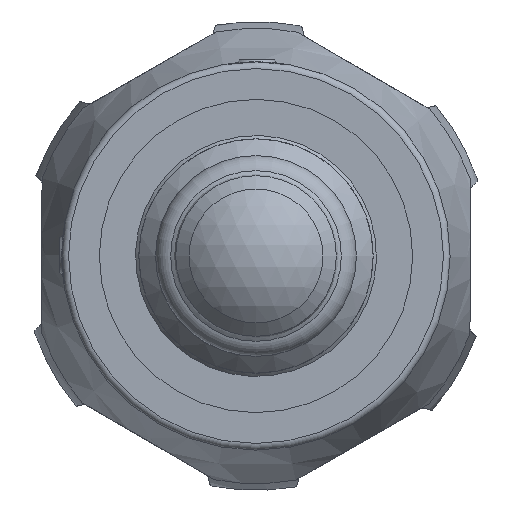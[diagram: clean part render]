
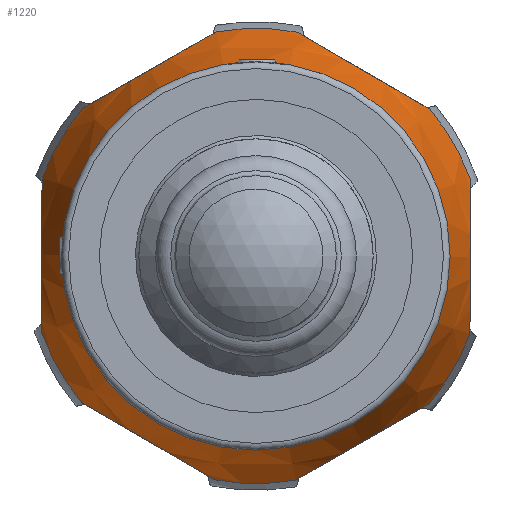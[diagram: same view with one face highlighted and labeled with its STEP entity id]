
A CAD part, front view. The second image highlights one B-rep face of the part: STEP entity #1220.
In plain terms, the highlighted conical face has half-angle 17.922 degrees and reference radius 15.75 mm.
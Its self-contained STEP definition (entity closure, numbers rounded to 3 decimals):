
#1031=CARTESIAN_POINT('',(-3.079,17.29,-16.719));
#1032=VERTEX_POINT('',#1031);
#1050=CARTESIAN_POINT('',(2.971,17.29,-16.738));
#1051=VERTEX_POINT('',#1050);
#1058=CARTESIAN_POINT('',(0.0,17.29,0.0));
#1059=DIRECTION('',(0.,1.,0.));
#1060=DIRECTION('',(1.,0.,-0.003));
#1061=AXIS2_PLACEMENT_3D('',#1058,#1059,#1060);
#1062=CIRCLE('',#1061,17.);
#1063=EDGE_CURVE('',#1051,#1032,#1062,.T.);
#1068=CARTESIAN_POINT('',(0.0,13.425,0.0));
#1069=DIRECTION('',(0.0,1.0,0.0));
#1070=DIRECTION('',(1.,0.,-0.003));
#1071=AXIS2_PLACEMENT_3D('',#1068,#1069,#1070);
#1072=CONICAL_SURFACE('',#1071,15.75,17.922);
#1073=CARTESIAN_POINT('',(-13.01,17.29,-10.942));
#1074=VERTEX_POINT('',#1073);
#1075=CARTESIAN_POINT('',(-13.01,17.29,-10.942));
#1076=CARTESIAN_POINT('',(-8.045,11.288,-13.83));
#1077=CARTESIAN_POINT('',(-3.079,17.29,-16.719));
#1085=(BOUNDED_CURVE()B_SPLINE_CURVE(2,(#1075,#1076,#1077),.UNSPECIFIED.,.F.,.U.)B_SPLINE_CURVE_WITH_KNOTS((3,3),(0.0,1.305),.UNSPECIFIED.)CURVE()GEOMETRIC_REPRESENTATION_ITEM()RATIONAL_B_SPLINE_CURVE((1.0,1.062,1.0))REPRESENTATION_ITEM(''));
#1086=EDGE_CURVE('',#1074,#1032,#1085,.T.);
#1087=ORIENTED_EDGE('',*,*,#1086,.T.);
#1088=ORIENTED_EDGE('',*,*,#1063,.F.);
#1089=CARTESIAN_POINT('',(12.939,17.29,-11.026));
#1090=VERTEX_POINT('',#1089);
#1091=CARTESIAN_POINT('',(2.971,17.29,-16.738));
#1092=CARTESIAN_POINT('',(7.955,11.288,-13.882));
#1093=CARTESIAN_POINT('',(12.939,17.29,-11.026));
#1101=(BOUNDED_CURVE()B_SPLINE_CURVE(2,(#1091,#1092,#1093),.UNSPECIFIED.,.F.,.U.)B_SPLINE_CURVE_WITH_KNOTS((3,3),(0.0,1.305),.UNSPECIFIED.)CURVE()GEOMETRIC_REPRESENTATION_ITEM()RATIONAL_B_SPLINE_CURVE((1.0,1.062,1.0))REPRESENTATION_ITEM(''));
#1102=EDGE_CURVE('',#1051,#1090,#1101,.T.);
#1103=ORIENTED_EDGE('',*,*,#1102,.T.);
#1104=CARTESIAN_POINT('',(15.981,17.29,-5.796));
#1105=VERTEX_POINT('',#1104);
#1106=CARTESIAN_POINT('',(0.0,17.29,0.0));
#1107=DIRECTION('',(0.,1.,0.));
#1108=DIRECTION('',(1.,0.,-0.003));
#1109=AXIS2_PLACEMENT_3D('',#1106,#1107,#1108);
#1110=CIRCLE('',#1109,17.);
#1111=EDGE_CURVE('',#1105,#1090,#1110,.T.);
#1112=ORIENTED_EDGE('',*,*,#1111,.F.);
#1113=CARTESIAN_POINT('',(16.019,17.29,5.693));
#1114=VERTEX_POINT('',#1113);
#1115=CARTESIAN_POINT('',(15.981,17.29,-5.796));
#1116=CARTESIAN_POINT('',(16.,11.288,-0.052));
#1117=CARTESIAN_POINT('',(16.019,17.29,5.693));
#1125=(BOUNDED_CURVE()B_SPLINE_CURVE(2,(#1115,#1116,#1117),.UNSPECIFIED.,.F.,.U.)B_SPLINE_CURVE_WITH_KNOTS((3,3),(0.0,1.305),.UNSPECIFIED.)CURVE()GEOMETRIC_REPRESENTATION_ITEM()RATIONAL_B_SPLINE_CURVE((1.0,1.062,1.0))REPRESENTATION_ITEM(''));
#1126=EDGE_CURVE('',#1105,#1114,#1125,.T.);
#1127=ORIENTED_EDGE('',*,*,#1126,.T.);
#1128=CARTESIAN_POINT('',(13.01,17.29,10.942));
#1129=VERTEX_POINT('',#1128);
#1130=CARTESIAN_POINT('',(0.0,17.29,0.0));
#1131=DIRECTION('',(0.,1.,0.));
#1132=DIRECTION('',(1.,0.,-0.003));
#1133=AXIS2_PLACEMENT_3D('',#1130,#1131,#1132);
#1134=CIRCLE('',#1133,17.);
#1135=EDGE_CURVE('',#1129,#1114,#1134,.T.);
#1136=ORIENTED_EDGE('',*,*,#1135,.F.);
#1137=CARTESIAN_POINT('',(3.079,17.29,16.719));
#1138=VERTEX_POINT('',#1137);
#1139=CARTESIAN_POINT('',(13.01,17.29,10.942));
#1140=CARTESIAN_POINT('',(8.045,11.288,13.83));
#1141=CARTESIAN_POINT('',(3.079,17.29,16.719));
#1149=(BOUNDED_CURVE()B_SPLINE_CURVE(2,(#1139,#1140,#1141),.UNSPECIFIED.,.F.,.U.)B_SPLINE_CURVE_WITH_KNOTS((3,3),(0.0,1.305),.UNSPECIFIED.)CURVE()GEOMETRIC_REPRESENTATION_ITEM()RATIONAL_B_SPLINE_CURVE((1.0,1.063,1.0))REPRESENTATION_ITEM(''));
#1150=EDGE_CURVE('',#1129,#1138,#1149,.T.);
#1151=ORIENTED_EDGE('',*,*,#1150,.T.);
#1152=CARTESIAN_POINT('',(-2.971,17.29,16.738));
#1153=VERTEX_POINT('',#1152);
#1154=CARTESIAN_POINT('',(0.0,17.29,0.0));
#1155=DIRECTION('',(0.,1.,0.));
#1156=DIRECTION('',(1.,0.,-0.003));
#1157=AXIS2_PLACEMENT_3D('',#1154,#1155,#1156);
#1158=CIRCLE('',#1157,17.);
#1159=EDGE_CURVE('',#1153,#1138,#1158,.T.);
#1160=ORIENTED_EDGE('',*,*,#1159,.F.);
#1161=CARTESIAN_POINT('',(-12.939,17.29,11.026));
#1162=VERTEX_POINT('',#1161);
#1163=CARTESIAN_POINT('',(-2.971,17.29,16.738));
#1164=CARTESIAN_POINT('',(-7.955,11.288,13.882));
#1165=CARTESIAN_POINT('',(-12.939,17.29,11.026));
#1173=(BOUNDED_CURVE()B_SPLINE_CURVE(2,(#1163,#1164,#1165),.UNSPECIFIED.,.F.,.U.)B_SPLINE_CURVE_WITH_KNOTS((3,3),(0.0,1.305),.UNSPECIFIED.)CURVE()GEOMETRIC_REPRESENTATION_ITEM()RATIONAL_B_SPLINE_CURVE((1.0,1.062,1.0))REPRESENTATION_ITEM(''));
#1174=EDGE_CURVE('',#1153,#1162,#1173,.T.);
#1175=ORIENTED_EDGE('',*,*,#1174,.T.);
#1176=CARTESIAN_POINT('',(-15.981,17.29,5.796));
#1177=VERTEX_POINT('',#1176);
#1178=CARTESIAN_POINT('',(0.0,17.29,0.0));
#1179=DIRECTION('',(0.,1.,0.));
#1180=DIRECTION('',(1.,0.,-0.003));
#1181=AXIS2_PLACEMENT_3D('',#1178,#1179,#1180);
#1182=CIRCLE('',#1181,17.);
#1183=EDGE_CURVE('',#1177,#1162,#1182,.T.);
#1184=ORIENTED_EDGE('',*,*,#1183,.F.);
#1185=CARTESIAN_POINT('',(-16.019,17.29,-5.693));
#1186=VERTEX_POINT('',#1185);
#1187=CARTESIAN_POINT('',(-15.981,17.29,5.796));
#1188=CARTESIAN_POINT('',(-16.,11.288,0.052));
#1189=CARTESIAN_POINT('',(-16.019,17.29,-5.693));
#1197=(BOUNDED_CURVE()B_SPLINE_CURVE(2,(#1187,#1188,#1189),.UNSPECIFIED.,.F.,.U.)B_SPLINE_CURVE_WITH_KNOTS((3,3),(0.0,1.305),.UNSPECIFIED.)CURVE()GEOMETRIC_REPRESENTATION_ITEM()RATIONAL_B_SPLINE_CURVE((1.0,1.062,1.0))REPRESENTATION_ITEM(''));
#1198=EDGE_CURVE('',#1177,#1186,#1197,.T.);
#1199=ORIENTED_EDGE('',*,*,#1198,.T.);
#1200=CARTESIAN_POINT('',(0.0,17.29,0.0));
#1201=DIRECTION('',(0.,1.,0.));
#1202=DIRECTION('',(1.,0.,-0.003));
#1203=AXIS2_PLACEMENT_3D('',#1200,#1201,#1202);
#1204=CIRCLE('',#1203,17.);
#1205=EDGE_CURVE('',#1074,#1186,#1204,.T.);
#1206=ORIENTED_EDGE('',*,*,#1205,.F.);
#1207=EDGE_LOOP('',(#1087,#1088,#1103,#1112,#1127,#1136,#1151,#1160,#1175,#1184,#1199,#1206));
#1208=FACE_OUTER_BOUND('',#1207,.T.);
#1209=CARTESIAN_POINT('',(14.5,9.56,-0.047));
#1210=VERTEX_POINT('',#1209);
#1211=CARTESIAN_POINT('',(0.0,9.56,0.0));
#1212=DIRECTION('',(0.,1.,0.));
#1213=DIRECTION('',(1.,0.,-0.003));
#1214=AXIS2_PLACEMENT_3D('',#1211,#1212,#1213);
#1215=CIRCLE('',#1214,14.5);
#1216=EDGE_CURVE('',#1210,#1210,#1215,.T.);
#1217=ORIENTED_EDGE('',*,*,#1216,.T.);
#1218=EDGE_LOOP('',(#1217));
#1219=FACE_BOUND('',#1218,.T.);
#1220=ADVANCED_FACE('',(#1208,#1219),#1072,.T.);
